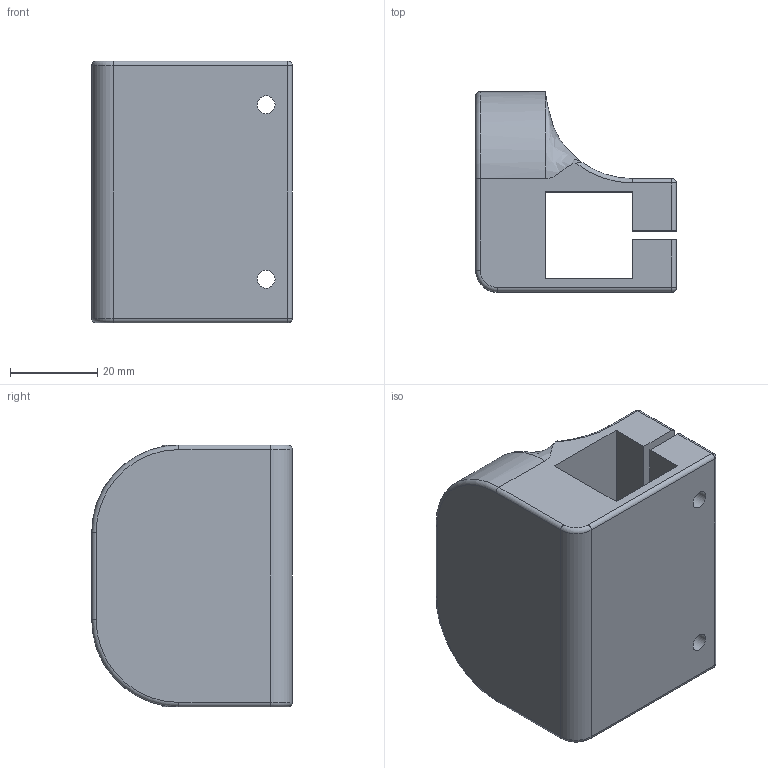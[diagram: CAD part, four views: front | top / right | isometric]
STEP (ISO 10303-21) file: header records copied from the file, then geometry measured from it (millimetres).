
FILE_DESCRIPTION(('FreeCAD Model'),'2;1');
FILE_NAME('Open CASCADE Shape Model','2023-06-08T11:55:03',('Author'),( ''),'Open CASCADE STEP processor 7.6','FreeCAD','Unknown');
FILE_SCHEMA(('AUTOMOTIVE_DESIGN { 1 0 10303 214 1 1 1 1 }'));
Length unit declared in the file: millimetre
Products named in the file (1): Body
Bounding box: 46 x 46 x 60 mm (x, y, z)
Volume: 65610.5 mm3; surface area: 19034.8 mm2
Topology: 1 solids, 1 shells, 51 faces, 127 edges, 71 vertices
Faces by surface type: cylinder 22, plane 16, torus 7, sphere 4, bspline 2
Full cylindrical faces by diameter (mm): 4.1 x4, 6 x1
Entity records: 3546 total; most frequent: CARTESIAN_POINT 1084, DIRECTION 473, LINE 263, VECTOR 263, ORIENTED_EDGE 238, PCURVE 238, DEFINITIONAL_REPRESENTATION 238, EDGE_CURVE 119
